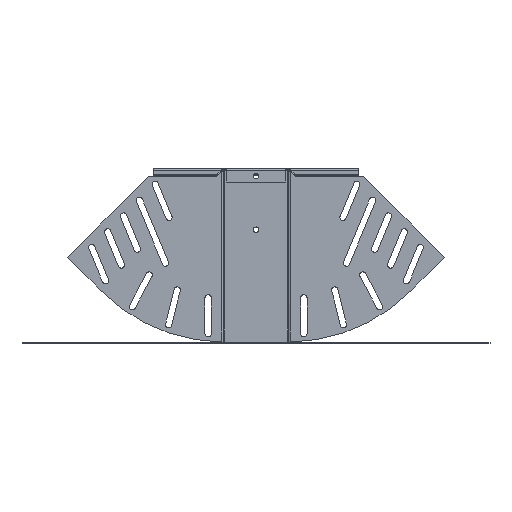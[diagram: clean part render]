
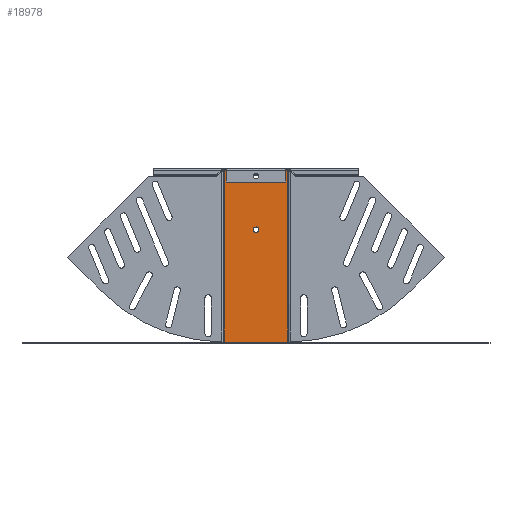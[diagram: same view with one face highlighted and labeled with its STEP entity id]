
A CAD part, front view. The second image highlights one B-rep face of the part: STEP entity #18978.
In plain terms, the highlighted planar face has unit normal (0, -1, 0).
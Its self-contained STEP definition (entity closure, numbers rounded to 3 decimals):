
#30 = VECTOR ( 'NONE', #5457, 1000. ) ;
#63 = AXIS2_PLACEMENT_3D ( 'NONE', #13841, #6575, #398 ) ;
#398 = DIRECTION ( 'NONE',  ( 0., 0., 1. ) ) ;
#686 = CARTESIAN_POINT ( 'NONE',  ( 35.5, -1., -191.75 ) ) ;
#779 = DIRECTION ( 'NONE',  ( 0., 1., 0. ) ) ;
#977 = EDGE_CURVE ( 'NONE', #10681, #9776, #13659, .T. ) ;
#1050 = DIRECTION ( 'NONE',  ( 0., 0., 1. ) ) ;
#1131 = VECTOR ( 'NONE', #6869, 1000. ) ;
#1235 = EDGE_CURVE ( 'NONE', #9776, #2792, #9930, .T. ) ;
#1684 = CARTESIAN_POINT ( 'NONE',  ( 0., -1., -69.6 ) ) ;
#2035 = EDGE_LOOP ( 'NONE', ( #4898, #11294 ) ) ;
#2095 = EDGE_LOOP ( 'NONE', ( #5812, #10749 ) ) ;
#2672 = DIRECTION ( 'NONE',  ( 0., -1., 0. ) ) ;
#2773 = DIRECTION ( 'NONE',  ( 0., 1., 0. ) ) ;
#2792 = VERTEX_POINT ( 'NONE', #16848 ) ;
#3055 = CARTESIAN_POINT ( 'NONE',  ( 35.5, -1., 2.25 ) ) ;
#3686 = FACE_BOUND ( 'NONE', #2035, .T. ) ;
#3774 = EDGE_LOOP ( 'NONE', ( #12610, #5931, #18188, #10470, #14433, #17876 ) ) ;
#3958 = FACE_BOUND ( 'NONE', #2095, .T. ) ;
#4110 = CIRCLE ( 'NONE', #63, 194. ) ;
#4405 = CARTESIAN_POINT ( 'NONE',  ( 35.586, -1., 2.25 ) ) ;
#4531 = AXIS2_PLACEMENT_3D ( 'NONE', #15841, #2773, #19161 ) ;
#4864 = VECTOR ( 'NONE', #8854, 1000. ) ;
#4898 = ORIENTED_EDGE ( 'NONE', *, *, #7702, .T. ) ;
#5355 = CIRCLE ( 'NONE', #12591, 3.1 ) ;
#5457 = DIRECTION ( 'NONE',  ( -1., 0., 0. ) ) ;
#5482 = CIRCLE ( 'NONE', #10204, 3.1 ) ;
#5812 = ORIENTED_EDGE ( 'NONE', *, *, #13245, .T. ) ;
#5854 = AXIS2_PLACEMENT_3D ( 'NONE', #13041, #12762, #1050 ) ;
#5931 = ORIENTED_EDGE ( 'NONE', *, *, #17187, .T. ) ;
#5960 = VECTOR ( 'NONE', #10323, 1000. ) ;
#6001 = AXIS2_PLACEMENT_3D ( 'NONE', #15788, #779, #16963 ) ;
#6575 = DIRECTION ( 'NONE',  ( 0., 1., 0. ) ) ;
#6869 = DIRECTION ( 'NONE',  ( 1., 0., 0. ) ) ;
#6961 = DIRECTION ( 'NONE',  ( 0., 0., 1. ) ) ;
#7305 = CARTESIAN_POINT ( 'NONE',  ( 0., -1., -6.5 ) ) ;
#7702 = EDGE_CURVE ( 'NONE', #11467, #13285, #17599, .T. ) ;
#8854 = DIRECTION ( 'NONE',  ( 0., 0., 1. ) ) ;
#9037 = EDGE_CURVE ( 'NONE', #10680, #10681, #4110, .T. ) ;
#9650 = CIRCLE ( 'NONE', #5854, 3.1 ) ;
#9776 = VERTEX_POINT ( 'NONE', #16252 ) ;
#9930 = LINE ( 'NONE', #15806, #1131 ) ;
#10204 = AXIS2_PLACEMENT_3D ( 'NONE', #11400, #17358, #6961 ) ;
#10248 = PLANE ( 'NONE',  #4531 ) ;
#10323 = DIRECTION ( 'NONE',  ( 0., 0., 1. ) ) ;
#10470 = ORIENTED_EDGE ( 'NONE', *, *, #1235, .F. ) ;
#10680 = VERTEX_POINT ( 'NONE', #13635 ) ;
#10681 = VERTEX_POINT ( 'NONE', #16771 ) ;
#10749 = ORIENTED_EDGE ( 'NONE', *, *, #16075, .T. ) ;
#10797 = EDGE_CURVE ( 'NONE', #13285, #11467, #9650, .T. ) ;
#11294 = ORIENTED_EDGE ( 'NONE', *, *, #10797, .T. ) ;
#11400 = CARTESIAN_POINT ( 'NONE',  ( 0., -1., -6.5 ) ) ;
#11467 = VERTEX_POINT ( 'NONE', #12216 ) ;
#11879 = VERTEX_POINT ( 'NONE', #13457 ) ;
#11896 = CARTESIAN_POINT ( 'NONE',  ( -35.586, -1., 2.25 ) ) ;
#12216 = CARTESIAN_POINT ( 'NONE',  ( 0., -1., -63.4 ) ) ;
#12591 = AXIS2_PLACEMENT_3D ( 'NONE', #7305, #13303, #19274 ) ;
#12610 = ORIENTED_EDGE ( 'NONE', *, *, #16190, .F. ) ;
#12762 = DIRECTION ( 'NONE',  ( 0., 1., 0. ) ) ;
#13041 = CARTESIAN_POINT ( 'NONE',  ( 0., -1., -66.5 ) ) ;
#13245 = EDGE_CURVE ( 'NONE', #16364, #18100, #5482, .T. ) ;
#13285 = VERTEX_POINT ( 'NONE', #1684 ) ;
#13303 = DIRECTION ( 'NONE',  ( 0., 1., 0. ) ) ;
#13457 = CARTESIAN_POINT ( 'NONE',  ( 35.586, -1., -191.75 ) ) ;
#13539 = AXIS2_PLACEMENT_3D ( 'NONE', #3055, #2672, #14737 ) ;
#13635 = CARTESIAN_POINT ( 'NONE',  ( -35.5, -1., -191.75 ) ) ;
#13659 = LINE ( 'NONE', #11896, #4864 ) ;
#13793 = CARTESIAN_POINT ( 'NONE',  ( 0., -1., -3.4 ) ) ;
#13841 = CARTESIAN_POINT ( 'NONE',  ( -35.5, -1., 2.25 ) ) ;
#14394 = CARTESIAN_POINT ( 'NONE',  ( 0., -1., -191.75 ) ) ;
#14433 = ORIENTED_EDGE ( 'NONE', *, *, #977, .F. ) ;
#14472 = VERTEX_POINT ( 'NONE', #686 ) ;
#14737 = DIRECTION ( 'NONE',  ( 0., 0., 1. ) ) ;
#15538 = EDGE_CURVE ( 'NONE', #11879, #2792, #17669, .T. ) ;
#15726 = CIRCLE ( 'NONE', #13539, 194. ) ;
#15788 = CARTESIAN_POINT ( 'NONE',  ( 0., -1., -66.5 ) ) ;
#15806 = CARTESIAN_POINT ( 'NONE',  ( -9.5, -1., 0. ) ) ;
#15841 = CARTESIAN_POINT ( 'NONE',  ( -35.5, -1., 2.25 ) ) ;
#16075 = EDGE_CURVE ( 'NONE', #18100, #16364, #5355, .T. ) ;
#16122 = FACE_OUTER_BOUND ( 'NONE', #3774, .T. ) ;
#16190 = EDGE_CURVE ( 'NONE', #14472, #10680, #19189, .T. ) ;
#16252 = CARTESIAN_POINT ( 'NONE',  ( -35.586, -1., 0. ) ) ;
#16364 = VERTEX_POINT ( 'NONE', #13793 ) ;
#16771 = CARTESIAN_POINT ( 'NONE',  ( -35.586, -1., -191.75 ) ) ;
#16848 = CARTESIAN_POINT ( 'NONE',  ( 35.586, -1., 0. ) ) ;
#16963 = DIRECTION ( 'NONE',  ( 0., 0., 1. ) ) ;
#17187 = EDGE_CURVE ( 'NONE', #14472, #11879, #15726, .T. ) ;
#17358 = DIRECTION ( 'NONE',  ( 0., 1., 0. ) ) ;
#17599 = CIRCLE ( 'NONE', #6001, 3.1 ) ;
#17669 = LINE ( 'NONE', #4405, #5960 ) ;
#17699 = CARTESIAN_POINT ( 'NONE',  ( 0., -1., -9.6 ) ) ;
#17876 = ORIENTED_EDGE ( 'NONE', *, *, #9037, .F. ) ;
#18100 = VERTEX_POINT ( 'NONE', #17699 ) ;
#18188 = ORIENTED_EDGE ( 'NONE', *, *, #15538, .T. ) ;
#18978 = ADVANCED_FACE ( 'NONE', ( #3686, #16122, #3958 ), #10248, .F. ) ;
#19161 = DIRECTION ( 'NONE',  ( 0., 0., 1. ) ) ;
#19189 = LINE ( 'NONE', #14394, #30 ) ;
#19274 = DIRECTION ( 'NONE',  ( 0., 0., 1. ) ) ;
